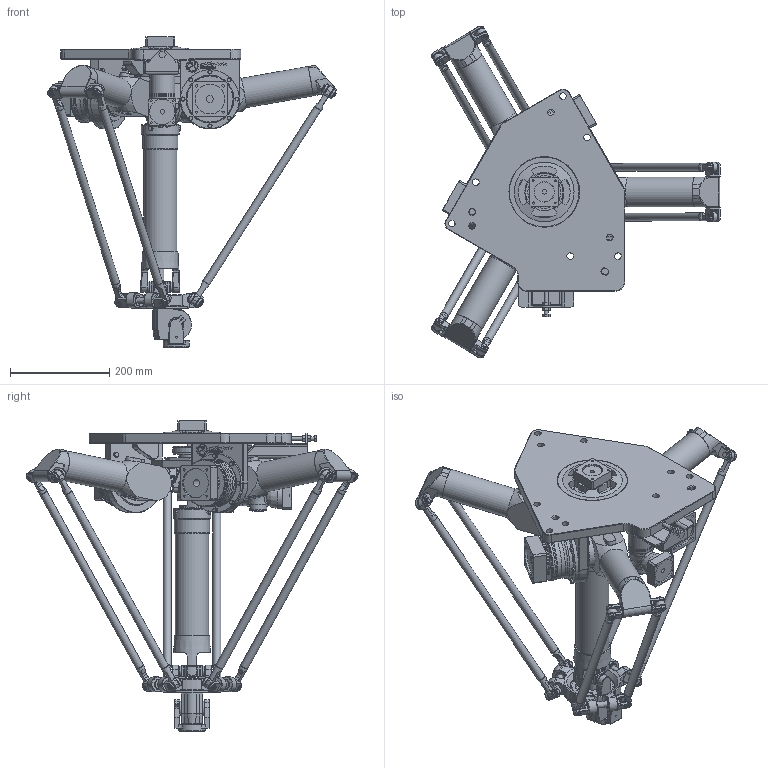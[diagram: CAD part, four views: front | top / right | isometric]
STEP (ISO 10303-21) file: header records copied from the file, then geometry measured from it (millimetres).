
FILE_DESCRIPTION(/* description */ (''),/* implementation_level */ '2;1');
FILE_NAME(/* name */ '3D-model_A_00083.01.stp',/* time_stamp */ '2022-02-17T11:58:38+01:00',/* author */ ('michael.schutter'),/* organization */ ('Majatronic'),/* preprocessor_version */ 'ST-DEVELOPER v16.5',/* originating_system */ 'Autodesk Inventor 2017',/* authorisation */ '');
FILE_SCHEMA (('AUTOMOTIVE_DESIGN { 1 0 10303 214 3 1 1 }'));
Length unit declared in the file: millimetre
Products named in the file (15): A_00083_01_DUMMY; MT_BGR00018048MT_BGR; MT_WST00050717MT_WST; MT_WST00055542MT_WST; MT_WST00055576MT_WST; MT_WST00031897MT_WST; MT_WST00101401; MT_WST00031706MT_WST; MT_WST00050715MT_WST; MT_WST00031898MT_WST; MT_WST00050721MT_WST; MT_WST00066333MT_WST; MT_WST00066319MT_WST; MT_WST00101318; MT_WST00101966 Dummy Achse 5
Assembly tree (29 placements, depth 3):
  A_00083_01_DUMMY
    MT_BGR00018048MT_BGR
      MT_WST00050717MT_WST
      MT_WST00055542MT_WST  x3
      MT_WST00055576MT_WST
    MT_WST00031706MT_WST  x2
    MT_WST00031897MT_WST  x3
    MT_WST00101401  x6
    MT_WST00050715MT_WST
    MT_WST00031898MT_WST  x6
    MT_WST00050721MT_WST
    MT_WST00066333MT_WST
    MT_WST00066319MT_WST
    MT_WST00101318
    MT_WST00101966 Dummy Achse 5
Bounding box: 581.14 x 667.78 x 624 mm (x, y, z)
Volume: 11065936.4 mm3; surface area: 1380039.7 mm2
Topology: 30 solids, 35 shells, 3935 faces, 9280 edges, 5817 vertices
Faces by surface type: plane 1997, cylinder 1061, cone 395, bspline 310, torus 164, sphere 8
Full cylindrical faces by diameter (mm): 2 x6, 2.06 x1, 3.459 x4, 3.917 x4, 4 x4, 4.134 x4, 4.917 x16, 5 x24, 5.188 x24, 6 x1, 7 x12, 8 x39, 8.5 x52, 9 x4, 10 x16, 11.4 x1, 12 x23, 13.5 x9, 14 x3, 15 x4, 16 x34, 16.199 x1, 16.999 x1, 18 x32, 20 x11, 24 x3, 25 x1, 26 x2, 27 x2, 30 x4
Entity records: 89022 total; most frequent: CARTESIAN_POINT 26971, DIRECTION 12346, ORIENTED_EDGE 12080, EDGE_CURVE 6040, AXIS2_PLACEMENT_3D 4456, VERTEX_POINT 4047, EDGE_LOOP 3453, LINE 3434
